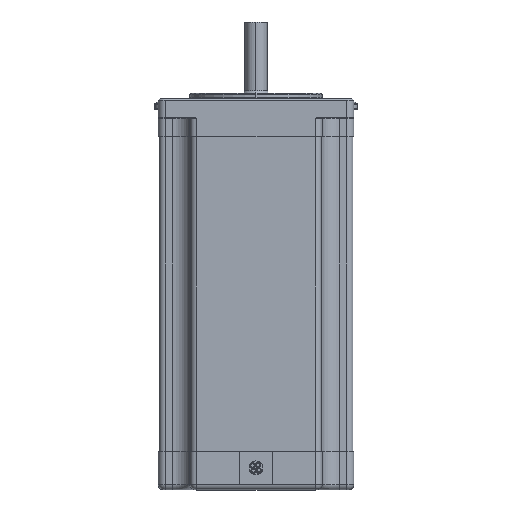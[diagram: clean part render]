
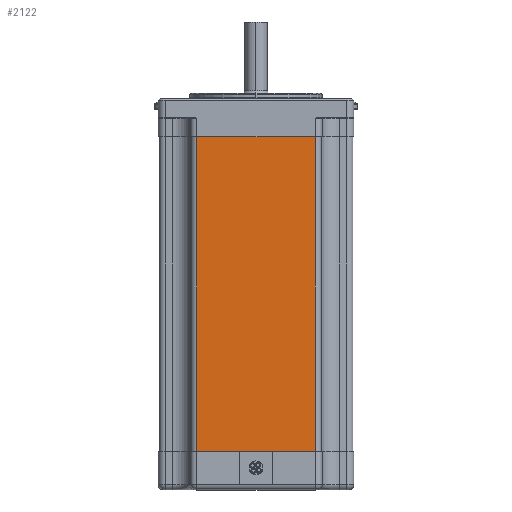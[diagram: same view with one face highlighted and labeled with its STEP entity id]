
A CAD part, top view. The second image highlights one B-rep face of the part: STEP entity #2122.
In plain terms, the highlighted planar face has unit normal (0, 0, 1).
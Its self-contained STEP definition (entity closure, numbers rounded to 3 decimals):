
#71 = CARTESIAN_POINT ( 'NONE',  ( -17., 112.5, 27.85 ) ) ;
#357 = CARTESIAN_POINT ( 'NONE',  ( 17., 11., 27.85 ) ) ;
#660 = CARTESIAN_POINT ( 'NONE',  ( -17., 101.5, 27.85 ) ) ;
#1289 = PLANE ( 'NONE',  #11081 ) ;
#2119 = VERTEX_POINT ( 'NONE', #6819 ) ;
#2122 = ADVANCED_FACE ( 'NONE', ( #10923 ), #1289, .F. ) ;
#2300 = EDGE_LOOP ( 'NONE', ( #5901, #13107, #3160, #12989 ) ) ;
#3160 = ORIENTED_EDGE ( 'NONE', *, *, #7891, .F. ) ;
#3705 = VECTOR ( 'NONE', #5959, 1000. ) ;
#3708 = CARTESIAN_POINT ( 'NONE',  ( 17., 11., 27.85 ) ) ;
#4299 = VERTEX_POINT ( 'NONE', #660 ) ;
#4348 = CARTESIAN_POINT ( 'NONE',  ( 17., 112.5, 27.85 ) ) ;
#4390 = VECTOR ( 'NONE', #5505, 1000. ) ;
#4397 = EDGE_CURVE ( 'NONE', #5376, #4299, #7472, .T. ) ;
#4445 = DIRECTION ( 'NONE',  ( 0., -1., 0. ) ) ;
#4578 = DIRECTION ( 'NONE',  ( -1., 0., 0. ) ) ;
#4724 = DIRECTION ( 'NONE',  ( 0., 0., -1. ) ) ;
#5208 = VECTOR ( 'NONE', #4445, 1000. ) ;
#5376 = VERTEX_POINT ( 'NONE', #11862 ) ;
#5505 = DIRECTION ( 'NONE',  ( 0., -1., 0. ) ) ;
#5672 = CARTESIAN_POINT ( 'NONE',  ( 17., 101.5, 27.85 ) ) ;
#5828 = LINE ( 'NONE', #71, #5208 ) ;
#5901 = ORIENTED_EDGE ( 'NONE', *, *, #12907, .T. ) ;
#5959 = DIRECTION ( 'NONE',  ( -1., 0., 0. ) ) ;
#6138 = VECTOR ( 'NONE', #12423, 1000. ) ;
#6819 = CARTESIAN_POINT ( 'NONE',  ( -17., 11., 27.85 ) ) ;
#7472 = LINE ( 'NONE', #5672, #3705 ) ;
#7891 = EDGE_CURVE ( 'NONE', #5376, #13283, #8913, .T. ) ;
#8913 = LINE ( 'NONE', #4348, #4390 ) ;
#9068 = CARTESIAN_POINT ( 'NONE',  ( 17., 112.5, 27.85 ) ) ;
#10440 = LINE ( 'NONE', #3708, #6138 ) ;
#10923 = FACE_OUTER_BOUND ( 'NONE', #2300, .T. ) ;
#11081 = AXIS2_PLACEMENT_3D ( 'NONE', #9068, #4724, #4578 ) ;
#11862 = CARTESIAN_POINT ( 'NONE',  ( 17., 101.5, 27.85 ) ) ;
#12226 = EDGE_CURVE ( 'NONE', #2119, #13283, #10440, .T. ) ;
#12423 = DIRECTION ( 'NONE',  ( 1., 0., 0. ) ) ;
#12907 = EDGE_CURVE ( 'NONE', #4299, #2119, #5828, .T. ) ;
#12989 = ORIENTED_EDGE ( 'NONE', *, *, #4397, .T. ) ;
#13107 = ORIENTED_EDGE ( 'NONE', *, *, #12226, .T. ) ;
#13283 = VERTEX_POINT ( 'NONE', #357 ) ;
